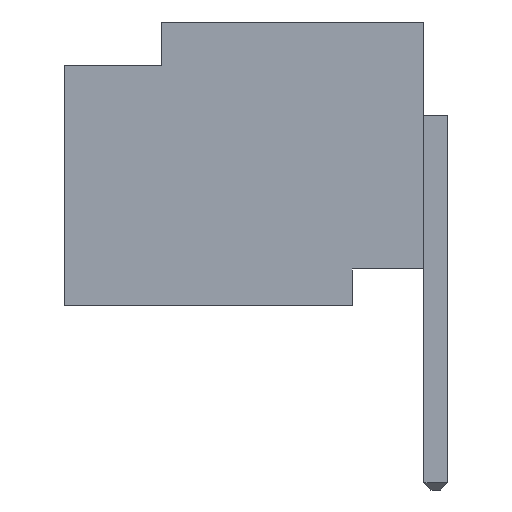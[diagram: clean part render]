
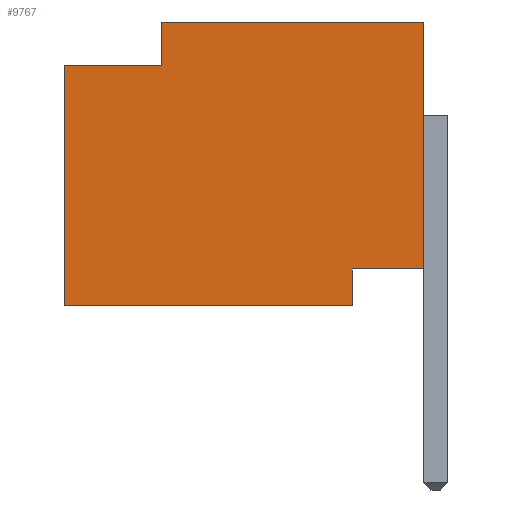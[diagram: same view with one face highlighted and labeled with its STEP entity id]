
A CAD part, left-side view. The second image highlights one B-rep face of the part: STEP entity #9767.
In plain terms, the highlighted planar face has unit normal (-1, 0, 0).
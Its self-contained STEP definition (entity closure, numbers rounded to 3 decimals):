
#598=ORIENTED_EDGE('',*,*,#2496,.T.);
#599=ORIENTED_EDGE('',*,*,#2570,.T.);
#600=ORIENTED_EDGE('',*,*,#2588,.T.);
#601=ORIENTED_EDGE('',*,*,#2589,.F.);
#602=ORIENTED_EDGE('',*,*,#2485,.F.);
#603=ORIENTED_EDGE('',*,*,#2581,.F.);
#604=ORIENTED_EDGE('',*,*,#2590,.F.);
#605=ORIENTED_EDGE('',*,*,#2591,.T.);
#2485=EDGE_CURVE('',#3485,#3486,#4125,.T.);
#2496=EDGE_CURVE('',#3496,#3495,#4136,.T.);
#2570=EDGE_CURVE('',#3495,#3565,#4210,.T.);
#2581=EDGE_CURVE('',#3573,#3485,#4221,.T.);
#2588=EDGE_CURVE('',#3565,#3578,#4228,.T.);
#2589=EDGE_CURVE('',#3486,#3578,#4229,.T.);
#2590=EDGE_CURVE('',#3579,#3573,#4230,.T.);
#2591=EDGE_CURVE('',#3579,#3496,#4231,.T.);
#3485=VERTEX_POINT('',#12383);
#3486=VERTEX_POINT('',#12385);
#3495=VERTEX_POINT('',#12406);
#3496=VERTEX_POINT('',#12408);
#3565=VERTEX_POINT('',#12553);
#3573=VERTEX_POINT('',#12575);
#3578=VERTEX_POINT('',#12590);
#3579=VERTEX_POINT('',#12593);
#4125=LINE('',#12384,#4861);
#4136=LINE('',#12407,#4872);
#4210=LINE('',#12554,#4946);
#4221=LINE('',#12576,#4957);
#4228=LINE('',#12589,#4964);
#4229=LINE('',#12591,#4965);
#4230=LINE('',#12592,#4966);
#4231=LINE('',#12594,#4967);
#4861=VECTOR('',#10758,1000.);
#4872=VECTOR('',#10773,1000.);
#4946=VECTOR('',#10853,1000.);
#4957=VECTOR('',#10870,1000.);
#4964=VECTOR('',#10881,1000.);
#4965=VECTOR('',#10882,1000.);
#4966=VECTOR('',#10883,1000.);
#4967=VECTOR('',#10884,1000.);
#5499=EDGE_LOOP('',(#598,#599,#600,#601,#602,#603,#604,#605));
#5961=FACE_BOUND('',#5499,.T.);
#6412=PLANE('',#10216);
#9767=ADVANCED_FACE('',(#5961),#6412,.T.);
#10216=AXIS2_PLACEMENT_3D('',#12588,#10879,#10880);
#10758=DIRECTION('',(0.,-1.,0.));
#10773=DIRECTION('',(0.,-1.,0.));
#10853=DIRECTION('',(0.,0.,1.));
#10870=DIRECTION('',(0.,0.,1.));
#10879=DIRECTION('',(-1.,0.,0.));
#10880=DIRECTION('',(0.,1.,0.));
#10881=DIRECTION('',(0.,-1.,0.));
#10882=DIRECTION('',(0.,0.,-1.));
#10883=DIRECTION('',(0.,-1.,0.));
#10884=DIRECTION('',(0.,0.,-1.));
#12383=CARTESIAN_POINT('',(-7.748,3.073,3.327));
#12384=CARTESIAN_POINT('',(-7.748,1.27,3.327));
#12385=CARTESIAN_POINT('',(-7.748,0.,3.327));
#12406=CARTESIAN_POINT('',(-7.748,0.838,0.));
#12407=CARTESIAN_POINT('',(-7.748,1.27,0.));
#12408=CARTESIAN_POINT('',(-7.748,4.216,0.));
#12553=CARTESIAN_POINT('',(-7.748,0.838,0.432));
#12554=CARTESIAN_POINT('',(-7.748,0.838,0.));
#12575=CARTESIAN_POINT('',(-7.748,3.073,2.819));
#12576=CARTESIAN_POINT('',(-7.748,3.073,2.819));
#12588=CARTESIAN_POINT('',(-7.748,1.27,3.327));
#12589=CARTESIAN_POINT('',(-7.748,0.838,0.432));
#12590=CARTESIAN_POINT('',(-7.748,0.,0.432));
#12591=CARTESIAN_POINT('',(-7.748,0.,3.327));
#12592=CARTESIAN_POINT('',(-7.748,4.216,2.819));
#12593=CARTESIAN_POINT('',(-7.748,4.216,2.819));
#12594=CARTESIAN_POINT('',(-7.748,4.216,3.327));
